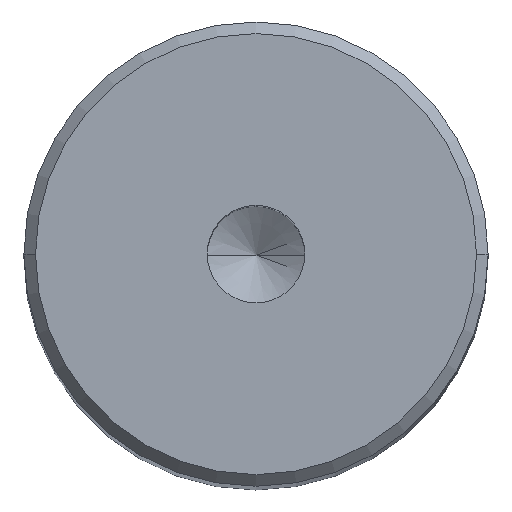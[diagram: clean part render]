
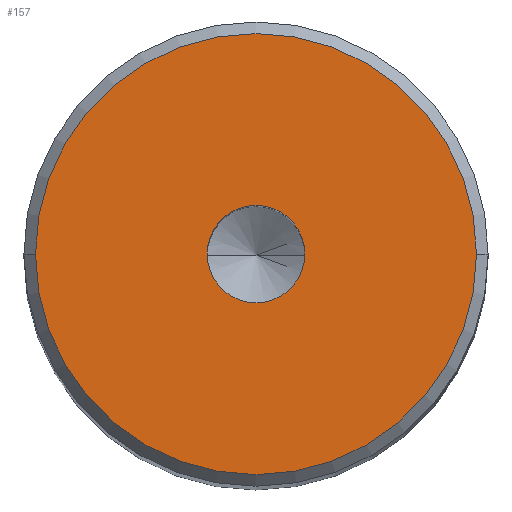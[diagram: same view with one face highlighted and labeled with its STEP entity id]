
A CAD part, top view. The second image highlights one B-rep face of the part: STEP entity #157.
In plain terms, the highlighted planar face has unit normal (0, 0, 1).
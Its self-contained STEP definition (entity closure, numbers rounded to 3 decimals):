
#15 = DIRECTION ( 'NONE',  ( 0., 0., 1. ) ) ;
#22 = AXIS2_PLACEMENT_3D ( 'NONE', #385, #251, #168 ) ;
#24 = VERTEX_POINT ( 'NONE', #193 ) ;
#63 = EDGE_CURVE ( 'NONE', #462, #24, #250, .T. ) ;
#78 = DIRECTION ( 'NONE',  ( 1., 0., 0. ) ) ;
#79 = CIRCLE ( 'NONE', #261, 2.1 ) ;
#96 = EDGE_LOOP ( 'NONE', ( #173, #153 ) ) ;
#111 = PLANE ( 'NONE',  #226 ) ;
#129 = ORIENTED_EDGE ( 'NONE', *, *, #259, .T. ) ;
#134 = EDGE_CURVE ( 'NONE', #263, #534, #79, .T. ) ;
#142 = DIRECTION ( 'NONE',  ( 1., 0., 0. ) ) ;
#153 = ORIENTED_EDGE ( 'NONE', *, *, #502, .F. ) ;
#157 = ADVANCED_FACE ( 'NONE', ( #196, #334 ), #111, .T. ) ;
#166 = ORIENTED_EDGE ( 'NONE', *, *, #63, .T. ) ;
#168 = DIRECTION ( 'NONE',  ( 1., 0., 0. ) ) ;
#173 = ORIENTED_EDGE ( 'NONE', *, *, #134, .F. ) ;
#188 = DIRECTION ( 'NONE',  ( 0., 0., 1. ) ) ;
#193 = CARTESIAN_POINT ( 'NONE',  ( 9.5, 0., 0. ) ) ;
#196 = FACE_BOUND ( 'NONE', #96, .T. ) ;
#226 = AXIS2_PLACEMENT_3D ( 'NONE', #376, #320, #558 ) ;
#232 = CIRCLE ( 'NONE', #586, 9.5 ) ;
#247 = CARTESIAN_POINT ( 'NONE',  ( 0., 0., 0. ) ) ;
#250 = CIRCLE ( 'NONE', #341, 9.5 ) ;
#251 = DIRECTION ( 'NONE',  ( 0., 0., 1. ) ) ;
#259 = EDGE_CURVE ( 'NONE', #24, #462, #232, .T. ) ;
#261 = AXIS2_PLACEMENT_3D ( 'NONE', #420, #15, #290 ) ;
#263 = VERTEX_POINT ( 'NONE', #400 ) ;
#290 = DIRECTION ( 'NONE',  ( 1., 0., 0. ) ) ;
#316 = CIRCLE ( 'NONE', #22, 2.1 ) ;
#320 = DIRECTION ( 'NONE',  ( 0., 0., 1. ) ) ;
#334 = FACE_OUTER_BOUND ( 'NONE', #489, .T. ) ;
#340 = DIRECTION ( 'NONE',  ( 0., 0., 1. ) ) ;
#341 = AXIS2_PLACEMENT_3D ( 'NONE', #247, #188, #142 ) ;
#376 = CARTESIAN_POINT ( 'NONE',  ( 0., 0., 0. ) ) ;
#385 = CARTESIAN_POINT ( 'NONE',  ( 0., 0., 0. ) ) ;
#390 = CARTESIAN_POINT ( 'NONE',  ( 0., 0., 0. ) ) ;
#400 = CARTESIAN_POINT ( 'NONE',  ( 2.1, 0., 0. ) ) ;
#420 = CARTESIAN_POINT ( 'NONE',  ( 0., 0., 0. ) ) ;
#435 = CARTESIAN_POINT ( 'NONE',  ( -9.5, 0., 0. ) ) ;
#462 = VERTEX_POINT ( 'NONE', #435 ) ;
#489 = EDGE_LOOP ( 'NONE', ( #166, #129 ) ) ;
#502 = EDGE_CURVE ( 'NONE', #534, #263, #316, .T. ) ;
#529 = CARTESIAN_POINT ( 'NONE',  ( -2.1, 0., 0. ) ) ;
#534 = VERTEX_POINT ( 'NONE', #529 ) ;
#558 = DIRECTION ( 'NONE',  ( 1., 0., 0. ) ) ;
#586 = AXIS2_PLACEMENT_3D ( 'NONE', #390, #340, #78 ) ;
